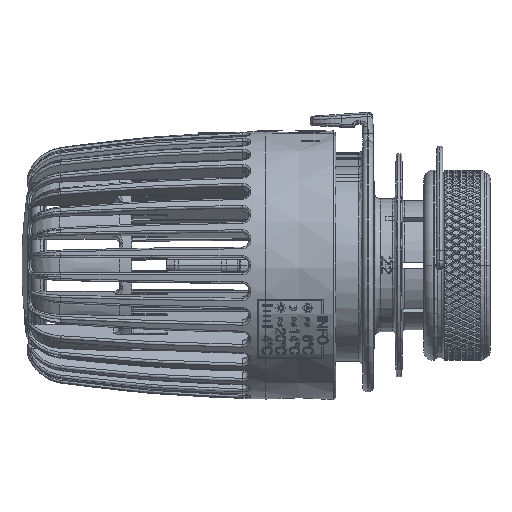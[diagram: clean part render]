
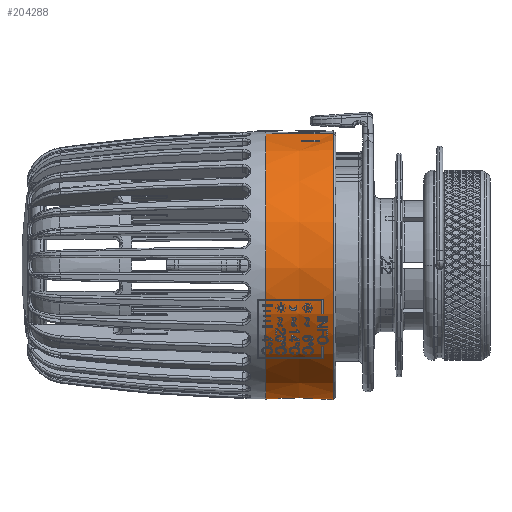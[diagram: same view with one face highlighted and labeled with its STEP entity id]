
A CAD part, left-side view. The second image highlights one B-rep face of the part: STEP entity #204288.
In plain terms, the highlighted conical face has half-angle 0.5 degrees and reference radius 26.417 mm.
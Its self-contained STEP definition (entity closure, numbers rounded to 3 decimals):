
#160480=CARTESIAN_POINT('',(0.,25.5,0.));
#160481=DIRECTION('',(0.,1.,0.));
#160482=DIRECTION('',(0.195,0.,-0.981));
#160483=AXIS2_PLACEMENT_3D('',#160480,#160481,#160482);
#160485=DIRECTION('',(0.002,-1.,-0.009));
#160486=VECTOR('',#160485,13.301);
#160487=CARTESIAN_POINT('',(5.142,38.8,-25.852));
#160488=LINE('',#160487,#160486);
#160489=DIRECTION('',(-0.002,-1.,0.009));
#160490=VECTOR('',#160489,13.301);
#160491=CARTESIAN_POINT('',(-5.142,38.8,25.852));
#160492=LINE('',#160491,#160490);
#160498=CARTESIAN_POINT('',(0.,38.8,0.));
#160499=DIRECTION('',(0.,1.,0.));
#160500=DIRECTION('',(0.195,0.,-0.981));
#160501=AXIS2_PLACEMENT_3D('',#160498,#160499,#160500);
#186914=CARTESIAN_POINT('',(5.142,38.8,-25.852));
#186915=CARTESIAN_POINT('',(5.165,25.5,-25.966));
#186916=VERTEX_POINT('',#186914);
#186917=VERTEX_POINT('',#186915);
#186918=CARTESIAN_POINT('',(-5.142,38.8,25.852));
#186919=CARTESIAN_POINT('',(-5.165,25.5,25.966));
#186920=VERTEX_POINT('',#186918);
#186921=VERTEX_POINT('',#186919);
#204277=CARTESIAN_POINT('',(0.,32.15,0.));
#204278=DIRECTION('',(0.,-1.,0.));
#204279=DIRECTION('',(0.195,0.,-0.981));
#204280=AXIS2_PLACEMENT_3D('',#204277,#204278,#204279);
#204281=CONICAL_SURFACE('',#204280,26.417,0.5);
#204282=ORIENTED_EDGE('',*,*,#204268,.F.);
#204283=ORIENTED_EDGE('',*,*,#197696,.T.);
#204284=ORIENTED_EDGE('',*,*,#204271,.T.);
#204285=ORIENTED_EDGE('',*,*,#204254,.F.);
#204286=EDGE_LOOP('',(#204282,#204283,#204284,#204285));
#204287=FACE_OUTER_BOUND('',#204286,.F.);
#204288=ADVANCED_FACE('',(#204287),#204281,.T.);
#160484=CIRCLE('',#160483,26.475);
#160502=CIRCLE('',#160501,26.359);
#197696=EDGE_CURVE('',#186916,#186920,#160502,.T.);
#204254=EDGE_CURVE('',#186917,#186921,#160484,.T.);
#204268=EDGE_CURVE('',#186916,#186917,#160488,.T.);
#204271=EDGE_CURVE('',#186920,#186921,#160492,.T.);
